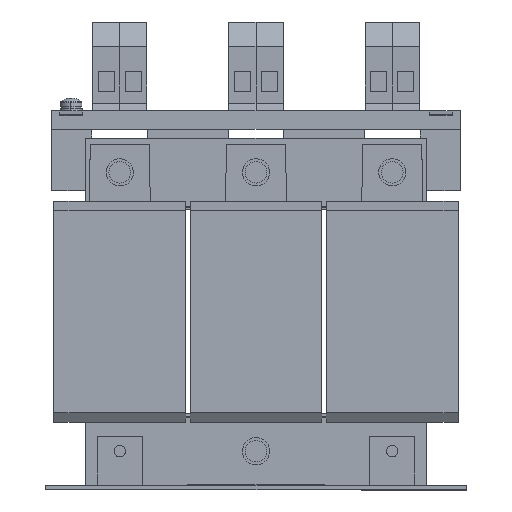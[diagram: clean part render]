
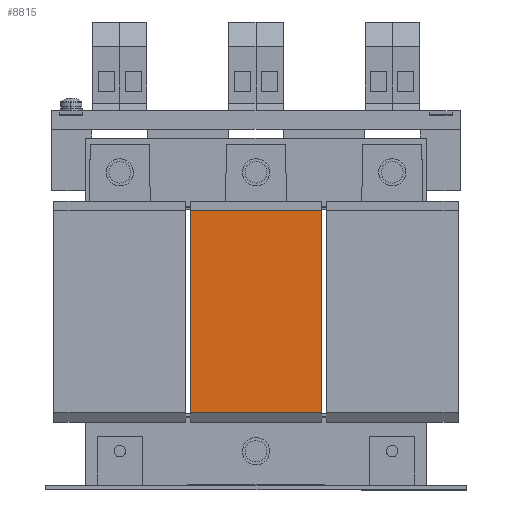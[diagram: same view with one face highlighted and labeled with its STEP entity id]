
A CAD part, top view. The second image highlights one B-rep face of the part: STEP entity #8815.
In plain terms, the highlighted planar face has unit normal (0, 0, 1).
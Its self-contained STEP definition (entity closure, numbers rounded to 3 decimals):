
#214 = DIRECTION ( 'NONE',  ( -1., 0., 0. ) ) ;
#293 = VECTOR ( 'NONE', #4841, 1000. ) ;
#309 = CARTESIAN_POINT ( 'NONE',  ( 29., -44.5, 33.45 ) ) ;
#3880 = AXIS2_PLACEMENT_3D ( 'NONE', #309, #23407, #6615 ) ;
#4339 = CARTESIAN_POINT ( 'NONE',  ( 29., -44.5, 33.45 ) ) ;
#4465 = LINE ( 'NONE', #12807, #22958 ) ;
#4841 = DIRECTION ( 'NONE',  ( -1., 0., 0. ) ) ;
#5561 = VERTEX_POINT ( 'NONE', #4339 ) ;
#6615 = DIRECTION ( 'NONE',  ( 0., 1., 0. ) ) ;
#6738 = PLANE ( 'NONE',  #3880 ) ;
#7636 = VECTOR ( 'NONE', #26164, 1000. ) ;
#8815 = ADVANCED_FACE ( 'Defeature ausgef�hrt1_357', ( #10860 ), #6738, .F. ) ;
#9673 = CARTESIAN_POINT ( 'NONE',  ( -29., 44.5, 33.45 ) ) ;
#9729 = ORIENTED_EDGE ( 'NONE', *, *, #11161, .T. ) ;
#10170 = EDGE_CURVE ( 'NONE', #15737, #5561, #17810, .T. ) ;
#10841 = VERTEX_POINT ( 'NONE', #16791 ) ;
#10860 = FACE_OUTER_BOUND ( 'NONE', #27053, .T. ) ;
#11161 = EDGE_CURVE ( 'NONE', #15737, #25263, #4465, .T. ) ;
#11212 = CARTESIAN_POINT ( 'NONE',  ( 29., 44.5, 33.45 ) ) ;
#11789 = EDGE_CURVE ( 'NONE', #5561, #10841, #15483, .T. ) ;
#12807 = CARTESIAN_POINT ( 'NONE',  ( 29., 44.5, 33.45 ) ) ;
#14912 = LINE ( 'NONE', #25029, #18107 ) ;
#15483 = LINE ( 'NONE', #23825, #293 ) ;
#15737 = VERTEX_POINT ( 'NONE', #11212 ) ;
#16791 = CARTESIAN_POINT ( 'NONE',  ( -29., -44.5, 33.45 ) ) ;
#17810 = LINE ( 'NONE', #26010, #7636 ) ;
#18107 = VECTOR ( 'NONE', #18882, 1000. ) ;
#18882 = DIRECTION ( 'NONE',  ( 0., -1., 0. ) ) ;
#22407 = EDGE_CURVE ( 'NONE', #25263, #10841, #14912, .T. ) ;
#22958 = VECTOR ( 'NONE', #214, 1000. ) ;
#23407 = DIRECTION ( 'NONE',  ( 0., 0., -1. ) ) ;
#23825 = CARTESIAN_POINT ( 'NONE',  ( 29., -44.5, 33.45 ) ) ;
#23967 = ORIENTED_EDGE ( 'NONE', *, *, #11789, .F. ) ;
#25029 = CARTESIAN_POINT ( 'NONE',  ( -29., -44.5, 33.45 ) ) ;
#25064 = ORIENTED_EDGE ( 'NONE', *, *, #10170, .F. ) ;
#25263 = VERTEX_POINT ( 'NONE', #9673 ) ;
#26010 = CARTESIAN_POINT ( 'NONE',  ( 29., -44.5, 33.45 ) ) ;
#26164 = DIRECTION ( 'NONE',  ( 0., -1., 0. ) ) ;
#26931 = ORIENTED_EDGE ( 'NONE', *, *, #22407, .T. ) ;
#27053 = EDGE_LOOP ( 'NONE', ( #26931, #23967, #25064, #9729 ) ) ;
